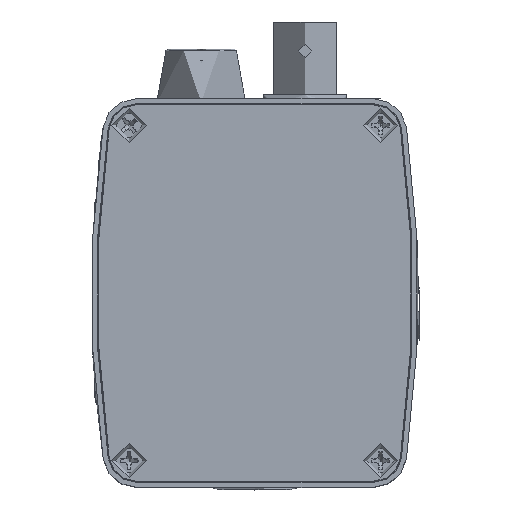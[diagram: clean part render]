
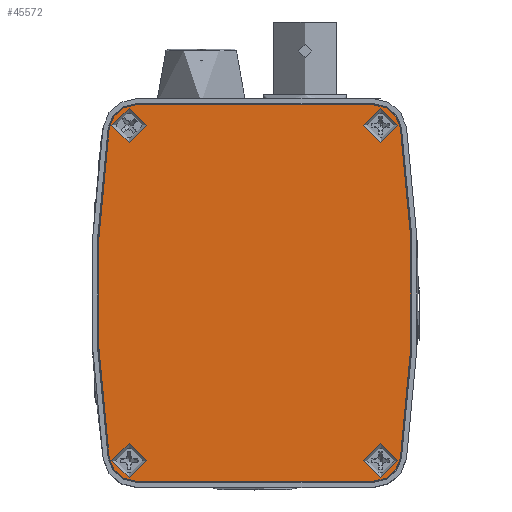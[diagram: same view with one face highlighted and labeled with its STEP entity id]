
A CAD part, top view. The second image highlights one B-rep face of the part: STEP entity #45572.
In plain terms, the highlighted planar face has unit normal (0, 0, 1).
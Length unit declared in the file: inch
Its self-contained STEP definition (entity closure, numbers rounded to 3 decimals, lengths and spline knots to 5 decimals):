
#2112 = DIRECTION ( 'NONE',  ( 1., 0., 0. ) ) ;
#2646 = EDGE_CURVE ( 'NONE', #10596, #10596, #17931, .T. ) ;
#4483 = EDGE_LOOP ( 'NONE', ( #114297 ) ) ;
#6312 = CARTESIAN_POINT ( 'NONE',  ( 0.71, 1.3125, 0.009 ) ) ;
#10184 = EDGE_CURVE ( 'NONE', #51919, #87972, #82053, .T. ) ;
#10535 = DIRECTION ( 'NONE',  ( 1., 0., 0. ) ) ;
#10596 = VERTEX_POINT ( 'NONE', #144365 ) ;
#12143 = VERTEX_POINT ( 'NONE', #6312 ) ;
#12324 = AXIS2_PLACEMENT_3D ( 'NONE', #118383, #41354, #131276 ) ;
#12752 = ORIENTED_EDGE ( 'NONE', *, *, #55596, .T. ) ;
#14556 = CARTESIAN_POINT ( 'NONE',  ( -0.71, -0.9325, 0.009 ) ) ;
#14983 = CARTESIAN_POINT ( 'NONE',  ( 0.71, 1.1525, 0.009 ) ) ;
#16224 = VERTEX_POINT ( 'NONE', #103625 ) ;
#17433 = VERTEX_POINT ( 'NONE', #53663 ) ;
#17931 = CIRCLE ( 'NONE', #37352, 0.10339 ) ;
#19196 = CARTESIAN_POINT ( 'NONE',  ( -0.71, -0.9325, 0.009 ) ) ;
#22283 = AXIS2_PLACEMENT_3D ( 'NONE', #38009, #127944, #50902 ) ;
#24307 = VERTEX_POINT ( 'NONE', #39075 ) ;
#24807 = VERTEX_POINT ( 'NONE', #143817 ) ;
#26826 = AXIS2_PLACEMENT_3D ( 'NONE', #164351, #87313, #10535 ) ;
#27902 = DIRECTION ( 'NONE',  ( -1., 0., 0. ) ) ;
#37352 = AXIS2_PLACEMENT_3D ( 'NONE', #109686, #109342, #109144 ) ;
#38009 = CARTESIAN_POINT ( 'NONE',  ( -0.71, -0.7725, 0.009 ) ) ;
#38539 = PLANE ( 'NONE',  #12324 ) ;
#39075 = CARTESIAN_POINT ( 'NONE',  ( -0.64661, -0.81, 0.009 ) ) ;
#39114 = FACE_BOUND ( 'NONE', #157896, .T. ) ;
#39199 = CIRCLE ( 'NONE', #26826, 0.16 ) ;
#39239 = CARTESIAN_POINT ( 'NONE',  ( 0.71, -0.9325, 0.009 ) ) ;
#39843 = AXIS2_PLACEMENT_3D ( 'NONE', #75404, #165262, #88212 ) ;
#39895 = CIRCLE ( 'NONE', #88975, 0.10339 ) ;
#40160 = CARTESIAN_POINT ( 'NONE',  ( -0.86843, -0.79483, 0.009 ) ) ;
#40221 = FACE_BOUND ( 'NONE', #107651, .T. ) ;
#40385 = FACE_BOUND ( 'NONE', #4483, .T. ) ;
#40813 = LINE ( 'NONE', #137550, #105071 ) ;
#41077 = FACE_BOUND ( 'NONE', #102528, .T. ) ;
#41354 = DIRECTION ( 'NONE',  ( 0., 0., -1. ) ) ;
#41394 = FACE_OUTER_BOUND ( 'NONE', #141576, .T. ) ;
#45572 = ADVANCED_FACE ( 'NONE', ( #40221, #40385, #39114, #41077, #41394 ), #38539, .F. ) ;
#50902 = DIRECTION ( 'NONE',  ( -1., 0., 0. ) ) ;
#51919 = VERTEX_POINT ( 'NONE', #121569 ) ;
#53663 = CARTESIAN_POINT ( 'NONE',  ( -0.71, 1.3125, 0.009 ) ) ;
#55596 = EDGE_CURVE ( 'NONE', #98036, #94868, #131948, .T. ) ;
#58910 = EDGE_CURVE ( 'NONE', #17433, #51919, #73844, .T. ) ;
#59627 = ORIENTED_EDGE ( 'NONE', *, *, #10184, .T. ) ;
#60033 = DIRECTION ( 'NONE',  ( -1., 0., 0. ) ) ;
#62315 = DIRECTION ( 'NONE',  ( 0., 0., 1. ) ) ;
#63244 = AXIS2_PLACEMENT_3D ( 'NONE', #143922, #66897, #156830 ) ;
#63396 = ORIENTED_EDGE ( 'NONE', *, *, #85611, .T. ) ;
#63999 = ORIENTED_EDGE ( 'NONE', *, *, #152872, .T. ) ;
#65100 = DIRECTION ( 'NONE',  ( 0., 0., 1. ) ) ;
#66897 = DIRECTION ( 'NONE',  ( 0., 0., 1. ) ) ;
#67915 = ORIENTED_EDGE ( 'NONE', *, *, #132031, .T. ) ;
#72998 = CARTESIAN_POINT ( 'NONE',  ( 0.75, -0.81, 0.009 ) ) ;
#73844 = CIRCLE ( 'NONE', #93112, 0.16 ) ;
#73972 = CARTESIAN_POINT ( 'NONE',  ( 0.85339, 1.19, 0.009 ) ) ;
#75187 = CIRCLE ( 'NONE', #63244, 0.10339 ) ;
#75404 = CARTESIAN_POINT ( 'NONE',  ( 6.11852, 0.19, 0.009 ) ) ;
#78991 = DIRECTION ( 'NONE',  ( 0., 0., 1. ) ) ;
#79860 = CIRCLE ( 'NONE', #160242, 7.05602 ) ;
#81721 = ORIENTED_EDGE ( 'NONE', *, *, #2646, .F. ) ;
#82053 = CIRCLE ( 'NONE', #39843, 7.05602 ) ;
#85611 = EDGE_CURVE ( 'NONE', #87972, #98036, #99348, .T. ) ;
#85813 = DIRECTION ( 'NONE',  ( 1., 0., 0. ) ) ;
#87313 = DIRECTION ( 'NONE',  ( 0., 0., 1. ) ) ;
#87972 = VERTEX_POINT ( 'NONE', #40160 ) ;
#88212 = DIRECTION ( 'NONE',  ( 1., 0., 0. ) ) ;
#88975 = AXIS2_PLACEMENT_3D ( 'NONE', #142122, #65100, #155050 ) ;
#90927 = CIRCLE ( 'NONE', #96933, 0.16 ) ;
#93112 = AXIS2_PLACEMENT_3D ( 'NONE', #155978, #78991, #2112 ) ;
#94301 = ORIENTED_EDGE ( 'NONE', *, *, #58910, .T. ) ;
#94868 = VERTEX_POINT ( 'NONE', #39239 ) ;
#95483 = CARTESIAN_POINT ( 'NONE',  ( 0.86843, 1.17483, 0.009 ) ) ;
#96071 = DIRECTION ( 'NONE',  ( 1., 0., 0. ) ) ;
#96933 = AXIS2_PLACEMENT_3D ( 'NONE', #14983, #104703, #27902 ) ;
#98036 = VERTEX_POINT ( 'NONE', #14556 ) ;
#99129 = EDGE_CURVE ( 'NONE', #150971, #150971, #75187, .T. ) ;
#99348 = CIRCLE ( 'NONE', #22283, 0.16 ) ;
#102528 = EDGE_LOOP ( 'NONE', ( #141326 ) ) ;
#103625 = CARTESIAN_POINT ( 'NONE',  ( 0.85339, -0.81, 0.009 ) ) ;
#104703 = DIRECTION ( 'NONE',  ( 0., 0., 1. ) ) ;
#105071 = VECTOR ( 'NONE', #60033, 39.37008 ) ;
#105918 = ORIENTED_EDGE ( 'NONE', *, *, #148089, .T. ) ;
#107651 = EDGE_LOOP ( 'NONE', ( #81721 ) ) ;
#109144 = DIRECTION ( 'NONE',  ( 1., 0., 0. ) ) ;
#109342 = DIRECTION ( 'NONE',  ( 0., 0., 1. ) ) ;
#109686 = CARTESIAN_POINT ( 'NONE',  ( -0.75, 1.19, 0.009 ) ) ;
#113847 = VECTOR ( 'NONE', #96071, 39.37008 ) ;
#114297 = ORIENTED_EDGE ( 'NONE', *, *, #99129, .F. ) ;
#118383 = CARTESIAN_POINT ( 'NONE',  ( 0.71, 1.1525, 0.009 ) ) ;
#121569 = CARTESIAN_POINT ( 'NONE',  ( -0.86843, 1.17483, 0.009 ) ) ;
#122938 = EDGE_CURVE ( 'NONE', #24307, #24307, #39895, .T. ) ;
#127944 = DIRECTION ( 'NONE',  ( 0., 0., 1. ) ) ;
#129224 = VERTEX_POINT ( 'NONE', #95483 ) ;
#129311 = EDGE_CURVE ( 'NONE', #16224, #16224, #154904, .T. ) ;
#131276 = DIRECTION ( 'NONE',  ( -1., 0., 0. ) ) ;
#131948 = LINE ( 'NONE', #19196, #113847 ) ;
#132031 = EDGE_CURVE ( 'NONE', #12143, #17433, #40813, .T. ) ;
#137550 = CARTESIAN_POINT ( 'NONE',  ( -0.71, 1.3125, 0.009 ) ) ;
#139099 = ORIENTED_EDGE ( 'NONE', *, *, #153399, .T. ) ;
#139280 = CARTESIAN_POINT ( 'NONE',  ( -6.11852, 0.19, 0.009 ) ) ;
#141326 = ORIENTED_EDGE ( 'NONE', *, *, #122938, .F. ) ;
#141576 = EDGE_LOOP ( 'NONE', ( #105918, #67915, #94301, #59627, #63396, #12752, #139099, #63999 ) ) ;
#142122 = CARTESIAN_POINT ( 'NONE',  ( -0.75, -0.81, 0.009 ) ) ;
#143817 = CARTESIAN_POINT ( 'NONE',  ( 0.86843, -0.79483, 0.009 ) ) ;
#143922 = CARTESIAN_POINT ( 'NONE',  ( 0.75, 1.19, 0.009 ) ) ;
#144365 = CARTESIAN_POINT ( 'NONE',  ( -0.64661, 1.19, 0.009 ) ) ;
#144803 = ORIENTED_EDGE ( 'NONE', *, *, #129311, .F. ) ;
#148089 = EDGE_CURVE ( 'NONE', #129224, #12143, #90927, .T. ) ;
#149654 = AXIS2_PLACEMENT_3D ( 'NONE', #72998, #162879, #85813 ) ;
#150971 = VERTEX_POINT ( 'NONE', #73972 ) ;
#152241 = DIRECTION ( 'NONE',  ( -1., 0., 0. ) ) ;
#152872 = EDGE_CURVE ( 'NONE', #24807, #129224, #79860, .T. ) ;
#153399 = EDGE_CURVE ( 'NONE', #94868, #24807, #39199, .T. ) ;
#154904 = CIRCLE ( 'NONE', #149654, 0.10339 ) ;
#155050 = DIRECTION ( 'NONE',  ( 1., 0., 0. ) ) ;
#155978 = CARTESIAN_POINT ( 'NONE',  ( -0.71, 1.1525, 0.009 ) ) ;
#156830 = DIRECTION ( 'NONE',  ( 1., 0., 0. ) ) ;
#157896 = EDGE_LOOP ( 'NONE', ( #144803 ) ) ;
#160242 = AXIS2_PLACEMENT_3D ( 'NONE', #139280, #62315, #152241 ) ;
#162879 = DIRECTION ( 'NONE',  ( 0., 0., 1. ) ) ;
#164351 = CARTESIAN_POINT ( 'NONE',  ( 0.71, -0.7725, 0.009 ) ) ;
#165262 = DIRECTION ( 'NONE',  ( 0., 0., 1. ) ) ;
